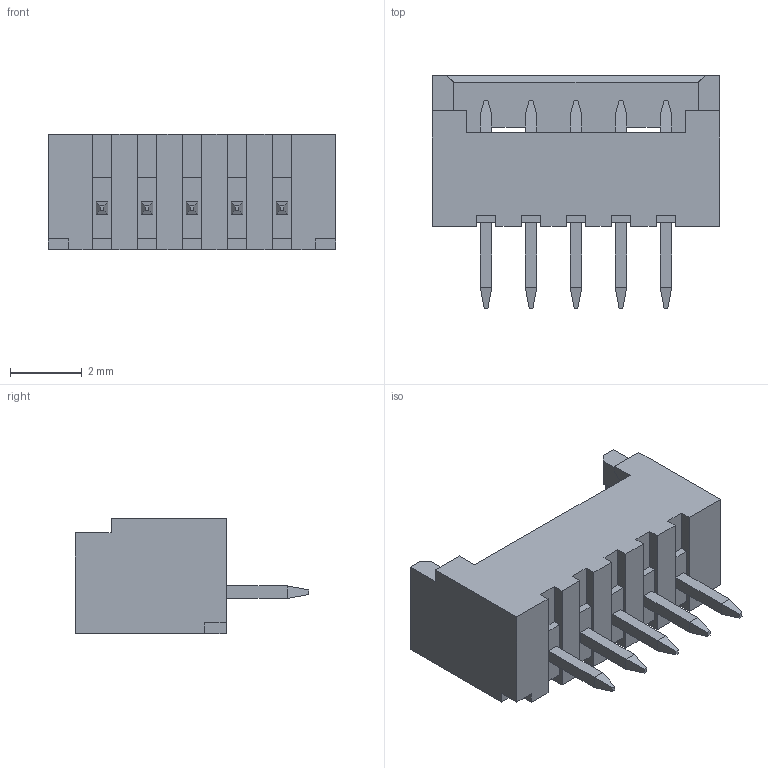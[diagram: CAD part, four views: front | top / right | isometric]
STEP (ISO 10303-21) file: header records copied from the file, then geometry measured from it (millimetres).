
FILE_DESCRIPTION (( 'STEP AP214' ), '1' );
FILE_NAME ('Molex, PicoBlade, PCB box header, 1x5, 530470510.STEP', '2019-10-21T19:43:31', ( '' ), ( '' ), 'SwSTEP 2.0', 'SolidWorks 2017', '' );
FILE_SCHEMA (( 'AUTOMOTIVE_DESIGN' ));
Length unit declared in the file: millimetre
Products named in the file (1): Molex, PicoBlade, PCB box header, 1x5, 530470510
Bounding box: 8 x 6.5 x 3.2 mm (x, y, z)
Volume: 53.3 mm3; surface area: 220.8 mm2
Topology: 1 solids, 1 shells, 184 faces, 494 edges, 322 vertices
Faces by surface type: plane 178, cylinder 6
Entity records: 5650 total; most frequent: CARTESIAN_POINT 1019, ORIENTED_EDGE 988, DIRECTION 864, EDGE_CURVE 494, LINE 482, VECTOR 482, VERTEX_POINT 322, EDGE_LOOP 198
